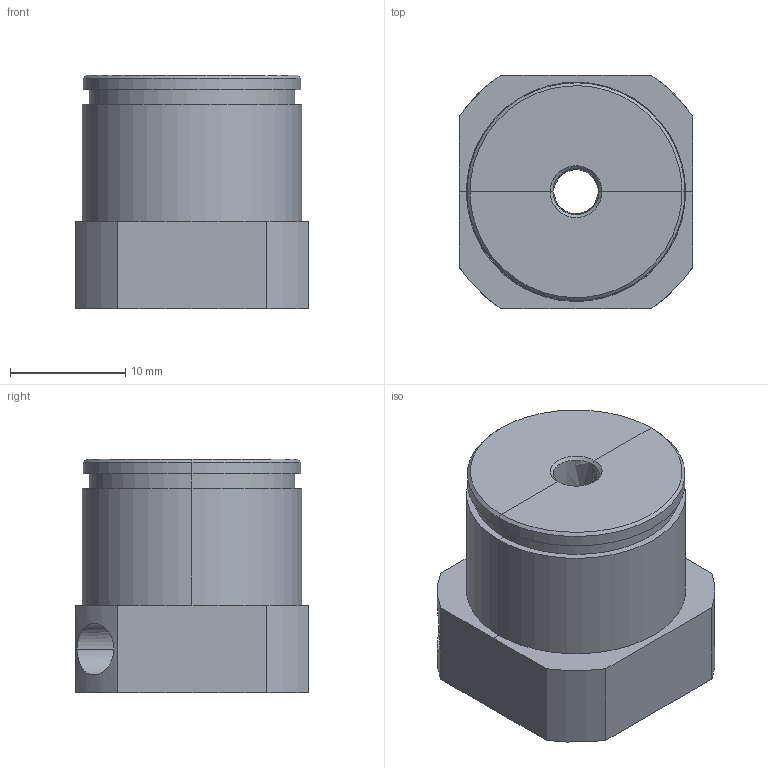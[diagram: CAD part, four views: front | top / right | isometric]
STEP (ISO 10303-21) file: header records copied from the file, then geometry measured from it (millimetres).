
FILE_DESCRIPTION(/* description */ (''),/* implementation_level */ '2;1');
FILE_NAME(/* name */ 'T81H-RM41',/* time_stamp */ '2017-01-06T14:20:08-07:00',/* author */ (''),/* organization */ (''),/* preprocessor_version */ 'ST-DEVELOPER v10',/* originating_system */ '',/* authorisation */ '');
FILE_SCHEMA (('CONFIG_CONTROL_DESIGN'));
Length unit declared in the file: inch
Products named in the file (1): 1
Bounding box: 20.32 x 20.32 x 20.32 mm (x, y, z)
Volume: 5993.4 mm3; surface area: 2607.1 mm2
Topology: 1 solids, 1 shells, 58 faces, 144 edges, 85 vertices
Faces by surface type: bspline 50, plane 8
Entity records: 2180 total; most frequent: CARTESIAN_POINT 1273, ORIENTED_EDGE 288, EDGE_CURVE 144, B_SPLINE_CURVE_WITH_KNOTS 92, VERTEX_POINT 85, EDGE_LOOP 61, ADVANCED_FACE 58, FACE_OUTER_BOUND 58
